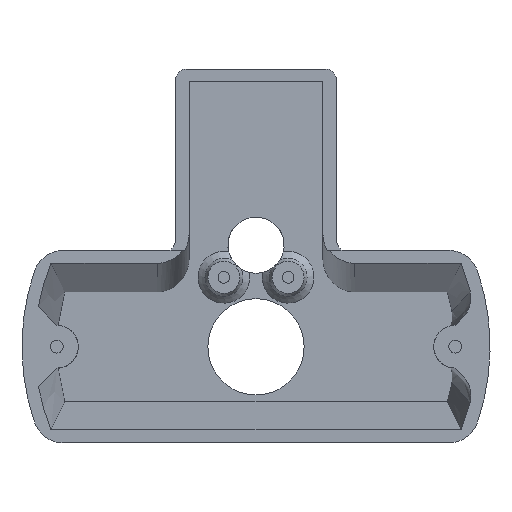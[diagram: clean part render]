
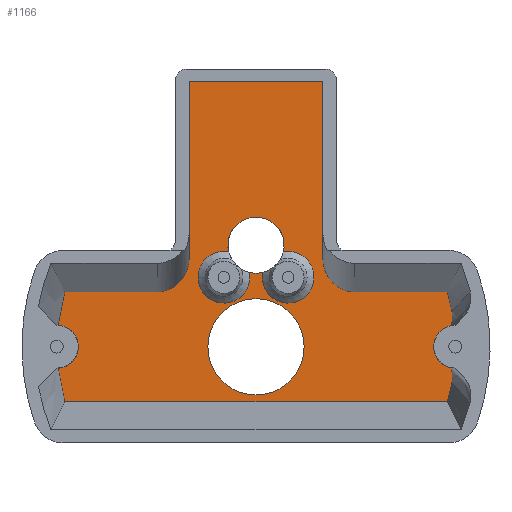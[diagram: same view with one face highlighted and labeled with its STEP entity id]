
A CAD part, top view. The second image highlights one B-rep face of the part: STEP entity #1166.
In plain terms, the highlighted planar face has unit normal (0, 0, 1).
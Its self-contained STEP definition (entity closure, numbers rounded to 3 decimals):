
#52=B_SPLINE_CURVE_WITH_KNOTS('',3,(#1668,#1669,#1670,#1671),
 .UNSPECIFIED.,.F.,.F.,(4,4),(0.,0.006),.UNSPECIFIED.);
#53=B_SPLINE_CURVE_WITH_KNOTS('',3,(#1675,#1676,#1677,#1678),
 .UNSPECIFIED.,.F.,.F.,(4,4),(0.014,0.021),
 .UNSPECIFIED.);
#54=B_SPLINE_CURVE_WITH_KNOTS('',3,(#1682,#1683,#1684,#1685),
 .UNSPECIFIED.,.F.,.F.,(4,4),(0.,0.004),
 .UNSPECIFIED.);
#55=B_SPLINE_CURVE_WITH_KNOTS('',3,(#1687,#1688,#1689,#1690),
 .UNSPECIFIED.,.F.,.F.,(4,4),(0.,0.003),
 .UNSPECIFIED.);
#56=B_SPLINE_CURVE_WITH_KNOTS('',3,(#1694,#1695,#1696,#1697),
 .UNSPECIFIED.,.F.,.F.,(4,4),(0.,0.003),
 .UNSPECIFIED.);
#57=B_SPLINE_CURVE_WITH_KNOTS('',3,(#1699,#1700,#1701,#1702),
 .UNSPECIFIED.,.F.,.F.,(4,4),(0.017,0.021),
 .UNSPECIFIED.);
#103=ELLIPSE('',#1253,6.335,6.);
#104=ELLIPSE('',#1256,6.335,6.);
#117=LINE('',#1661,#191);
#118=LINE('',#1666,#192);
#119=LINE('',#1680,#193);
#120=LINE('',#1704,#194);
#121=LINE('',#1708,#195);
#122=LINE('',#1710,#196);
#191=VECTOR('',#1369,1000.);
#192=VECTOR('',#1372,1000.);
#193=VECTOR('',#1375,1000.);
#194=VECTOR('',#1378,1000.);
#195=VECTOR('',#1381,1000.);
#196=VECTOR('',#1382,1000.);
#265=ORIENTED_EDGE('',*,*,#619,.F.);
#266=ORIENTED_EDGE('',*,*,#620,.T.);
#267=ORIENTED_EDGE('',*,*,#621,.F.);
#268=ORIENTED_EDGE('',*,*,#622,.T.);
#269=ORIENTED_EDGE('',*,*,#623,.T.);
#270=ORIENTED_EDGE('',*,*,#624,.T.);
#271=ORIENTED_EDGE('',*,*,#625,.T.);
#272=ORIENTED_EDGE('',*,*,#626,.T.);
#273=ORIENTED_EDGE('',*,*,#627,.F.);
#274=ORIENTED_EDGE('',*,*,#628,.T.);
#275=ORIENTED_EDGE('',*,*,#629,.T.);
#276=ORIENTED_EDGE('',*,*,#630,.T.);
#277=ORIENTED_EDGE('',*,*,#631,.T.);
#278=ORIENTED_EDGE('',*,*,#632,.T.);
#279=ORIENTED_EDGE('',*,*,#633,.T.);
#280=ORIENTED_EDGE('',*,*,#634,.T.);
#281=ORIENTED_EDGE('',*,*,#635,.T.);
#282=ORIENTED_EDGE('',*,*,#636,.T.);
#283=ORIENTED_EDGE('',*,*,#637,.F.);
#284=ORIENTED_EDGE('',*,*,#638,.T.);
#285=ORIENTED_EDGE('',*,*,#639,.T.);
#619=EDGE_CURVE('',#796,#797,#919,.T.);
#620=EDGE_CURVE('',#796,#798,#920,.T.);
#621=EDGE_CURVE('',#799,#798,#921,.T.);
#622=EDGE_CURVE('',#799,#797,#922,.T.);
#623=EDGE_CURVE('',#800,#801,#117,.T.);
#624=EDGE_CURVE('',#801,#802,#103,.T.);
#625=EDGE_CURVE('',#802,#803,#118,.F.);
#626=EDGE_CURVE('',#803,#804,#52,.T.);
#627=EDGE_CURVE('',#805,#804,#923,.F.);
#628=EDGE_CURVE('',#805,#806,#53,.T.);
#629=EDGE_CURVE('',#806,#807,#119,.F.);
#630=EDGE_CURVE('',#807,#808,#54,.T.);
#631=EDGE_CURVE('',#808,#809,#55,.T.);
#632=EDGE_CURVE('',#809,#810,#924,.T.);
#633=EDGE_CURVE('',#810,#811,#56,.T.);
#634=EDGE_CURVE('',#811,#812,#57,.T.);
#635=EDGE_CURVE('',#812,#813,#120,.F.);
#636=EDGE_CURVE('',#813,#814,#104,.T.);
#637=EDGE_CURVE('',#815,#814,#121,.T.);
#638=EDGE_CURVE('',#815,#800,#122,.T.);
#639=EDGE_CURVE('',#816,#816,#925,.T.);
#796=VERTEX_POINT('',#1654);
#797=VERTEX_POINT('',#1655);
#798=VERTEX_POINT('',#1657);
#799=VERTEX_POINT('',#1659);
#800=VERTEX_POINT('',#1662);
#801=VERTEX_POINT('',#1663);
#802=VERTEX_POINT('',#1665);
#803=VERTEX_POINT('',#1667);
#804=VERTEX_POINT('',#1672);
#805=VERTEX_POINT('',#1674);
#806=VERTEX_POINT('',#1679);
#807=VERTEX_POINT('',#1681);
#808=VERTEX_POINT('',#1686);
#809=VERTEX_POINT('',#1691);
#810=VERTEX_POINT('',#1693);
#811=VERTEX_POINT('',#1698);
#812=VERTEX_POINT('',#1703);
#813=VERTEX_POINT('',#1705);
#814=VERTEX_POINT('',#1707);
#815=VERTEX_POINT('',#1709);
#816=VERTEX_POINT('',#1712);
#919=CIRCLE('',#1249,5.25);
#920=CIRCLE('',#1250,4.828);
#921=CIRCLE('',#1251,5.25);
#922=CIRCLE('',#1252,4.828);
#923=CIRCLE('',#1254,4.);
#924=CIRCLE('',#1255,4.);
#925=CIRCLE('',#1257,9.);
#957=EDGE_LOOP('',(#265,#266,#267,#268));
#958=EDGE_LOOP('',(#269,#270,#271,#272,#273,#274,#275,#276,#277,#278,#279,
#280,#281,#282,#283,#284));
#959=EDGE_LOOP('',(#285));
#1043=FACE_BOUND('',#957,.T.);
#1044=FACE_BOUND('',#958,.T.);
#1045=FACE_BOUND('',#959,.T.);
#1129=PLANE('',#1248);
#1166=ADVANCED_FACE('',(#1043,#1044,#1045),#1129,.T.);
#1248=AXIS2_PLACEMENT_3D('',#1652,#1359,#1360);
#1249=AXIS2_PLACEMENT_3D('',#1653,#1361,#1362);
#1250=AXIS2_PLACEMENT_3D('',#1656,#1363,#1364);
#1251=AXIS2_PLACEMENT_3D('',#1658,#1365,#1366);
#1252=AXIS2_PLACEMENT_3D('',#1660,#1367,#1368);
#1253=AXIS2_PLACEMENT_3D('',#1664,#1370,#1371);
#1254=AXIS2_PLACEMENT_3D('',#1673,#1373,#1374);
#1255=AXIS2_PLACEMENT_3D('',#1692,#1376,#1377);
#1256=AXIS2_PLACEMENT_3D('',#1706,#1379,#1380);
#1257=AXIS2_PLACEMENT_3D('',#1711,#1383,#1384);
#1359=DIRECTION('',(0.,0.,1.));
#1360=DIRECTION('',(1.,0.,0.));
#1361=DIRECTION('',(0.,0.,1.));
#1362=DIRECTION('',(1.,0.,0.));
#1363=DIRECTION('',(0.,0.,-1.));
#1364=DIRECTION('',(-1.,0.,0.));
#1365=DIRECTION('',(0.,0.,1.));
#1366=DIRECTION('',(1.,0.,0.));
#1367=DIRECTION('',(0.,0.,-1.));
#1368=DIRECTION('',(-1.,0.,0.));
#1369=DIRECTION('',(0.,-1.,0.));
#1370=DIRECTION('',(0.,0.,-1.));
#1371=DIRECTION('',(0.,-1.,0.));
#1372=DIRECTION('',(1.,0.,0.));
#1373=DIRECTION('',(0.,0.,-1.));
#1374=DIRECTION('',(-1.,0.,0.));
#1375=DIRECTION('',(-1.,0.,0.));
#1376=DIRECTION('',(0.,0.,-1.));
#1377=DIRECTION('',(-1.,0.,0.));
#1378=DIRECTION('',(1.,0.,0.));
#1379=DIRECTION('',(0.,0.,-1.));
#1380=DIRECTION('',(0.,1.,0.));
#1381=DIRECTION('',(0.,-1.,0.));
#1382=DIRECTION('',(-1.,0.,0.));
#1383=DIRECTION('',(0.,0.,-1.));
#1384=DIRECTION('',(-1.,0.,0.));
#1652=CARTESIAN_POINT('',(-6.688,40.437,2.3));
#1653=CARTESIAN_POINT('',(0.,19.,2.3));
#1654=CARTESIAN_POINT('',(-1.257,13.903,2.3));
#1655=CARTESIAN_POINT('',(1.257,13.903,2.3));
#1656=CARTESIAN_POINT('',(-6.,13.,2.3));
#1657=CARTESIAN_POINT('',(-5.097,17.743,2.3));
#1658=CARTESIAN_POINT('',(0.,19.,2.3));
#1659=CARTESIAN_POINT('',(5.097,17.743,2.3));
#1660=CARTESIAN_POINT('',(6.,13.,2.3));
#1661=CARTESIAN_POINT('',(-12.5,49.4,2.3));
#1662=CARTESIAN_POINT('',(-12.5,49.5,2.3));
#1663=CARTESIAN_POINT('',(-12.5,16.586,2.3));
#1664=CARTESIAN_POINT('',(-18.5,16.586,2.3));
#1665=CARTESIAN_POINT('',(-18.5,10.251,2.3));
#1666=CARTESIAN_POINT('',(0.,10.251,2.3));
#1667=CARTESIAN_POINT('',(-35.77,10.251,2.3));
#1668=CARTESIAN_POINT('',(-35.77,10.251,2.3));
#1669=CARTESIAN_POINT('',(-36.368,8.192,2.3));
#1670=CARTESIAN_POINT('',(-36.78,6.106,2.3));
#1671=CARTESIAN_POINT('',(-37.011,3.994,2.3));
#1672=CARTESIAN_POINT('',(-37.011,3.994,2.3));
#1673=CARTESIAN_POINT('',(-37.228,0.,2.3));
#1674=CARTESIAN_POINT('',(-37.011,-3.994,2.3));
#1675=CARTESIAN_POINT('',(-37.011,-3.994,2.3));
#1676=CARTESIAN_POINT('',(-36.78,-6.105,2.3));
#1677=CARTESIAN_POINT('',(-36.368,-8.191,2.3));
#1678=CARTESIAN_POINT('',(-35.77,-10.251,2.3));
#1679=CARTESIAN_POINT('',(-35.77,-10.251,2.3));
#1680=CARTESIAN_POINT('',(0.,-10.251,2.3));
#1681=CARTESIAN_POINT('',(35.77,-10.251,2.3));
#1682=CARTESIAN_POINT('',(35.77,-10.251,2.3));
#1683=CARTESIAN_POINT('',(36.122,-9.038,2.3));
#1684=CARTESIAN_POINT('',(36.41,-7.815,2.3));
#1685=CARTESIAN_POINT('',(36.634,-6.583,2.3));
#1686=CARTESIAN_POINT('',(36.634,-6.583,2.3));
#1687=CARTESIAN_POINT('',(36.634,-6.583,2.3));
#1688=CARTESIAN_POINT('',(36.797,-5.686,2.3));
#1689=CARTESIAN_POINT('',(36.71,-4.762,2.3));
#1690=CARTESIAN_POINT('',(36.407,-3.915,2.3));
#1691=CARTESIAN_POINT('',(36.407,-3.915,2.3));
#1692=CARTESIAN_POINT('',(37.228,0.,2.3));
#1693=CARTESIAN_POINT('',(36.407,3.915,2.3));
#1694=CARTESIAN_POINT('',(36.407,3.915,2.3));
#1695=CARTESIAN_POINT('',(36.714,4.773,2.3));
#1696=CARTESIAN_POINT('',(36.795,5.699,2.3));
#1697=CARTESIAN_POINT('',(36.634,6.583,2.3));
#1698=CARTESIAN_POINT('',(36.634,6.583,2.3));
#1699=CARTESIAN_POINT('',(36.634,6.583,2.3));
#1700=CARTESIAN_POINT('',(36.41,7.815,2.3));
#1701=CARTESIAN_POINT('',(36.122,9.037,2.3));
#1702=CARTESIAN_POINT('',(35.77,10.251,2.3));
#1703=CARTESIAN_POINT('',(35.77,10.251,2.3));
#1704=CARTESIAN_POINT('',(0.,10.251,2.3));
#1705=CARTESIAN_POINT('',(18.5,10.251,2.3));
#1706=CARTESIAN_POINT('',(18.5,16.586,2.3));
#1707=CARTESIAN_POINT('',(12.5,16.586,2.3));
#1708=CARTESIAN_POINT('',(12.5,46.4,2.3));
#1709=CARTESIAN_POINT('',(12.5,49.5,2.3));
#1710=CARTESIAN_POINT('',(-12.5,49.5,2.3));
#1711=CARTESIAN_POINT('',(0.,0.,2.3));
#1712=CARTESIAN_POINT('',(-9.,0.,2.3));
